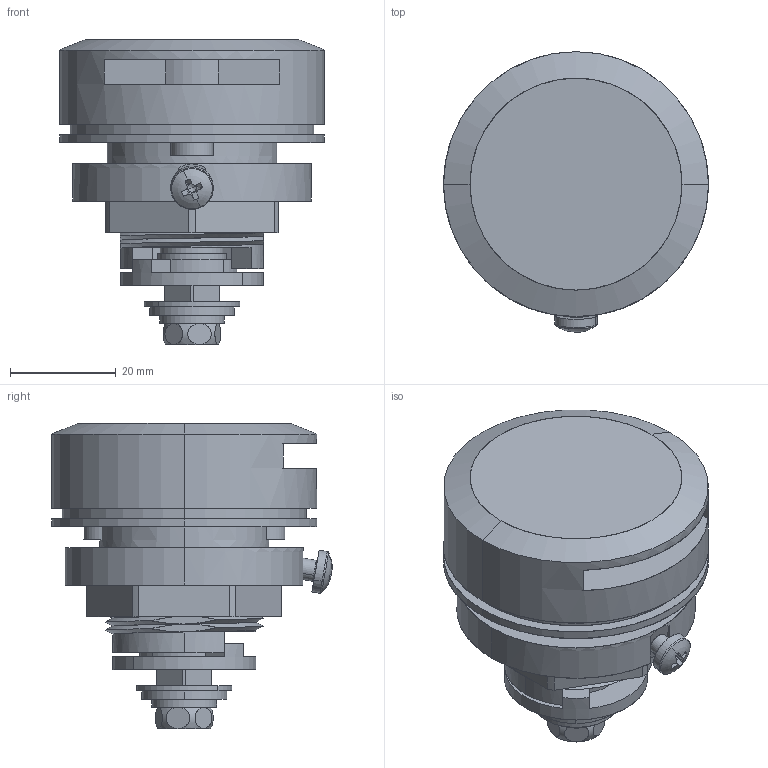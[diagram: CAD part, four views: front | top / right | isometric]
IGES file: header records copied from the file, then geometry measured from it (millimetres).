
Start section: SolidWorks IGES file using analytic representation for surfaces
Global section: file name: A-310-2_.IGS,41; native system: HSolidWorks 2006 by SolidWorks Corporation; preprocessor: SolidWorks 2006 by SolidWorks Corporation; author: 3sw; date: 060607.132110; units: millimetre
Bounding box: 50 x 52.93 x 57.6 mm (x, y, z)
Surface area: 32846.7 mm2 (no closed solid volume)
Topology: 0 solids, 0 shells, 323 faces, 5761 edges, 5757 vertices
Faces by surface type: bspline 198, revolution 125
